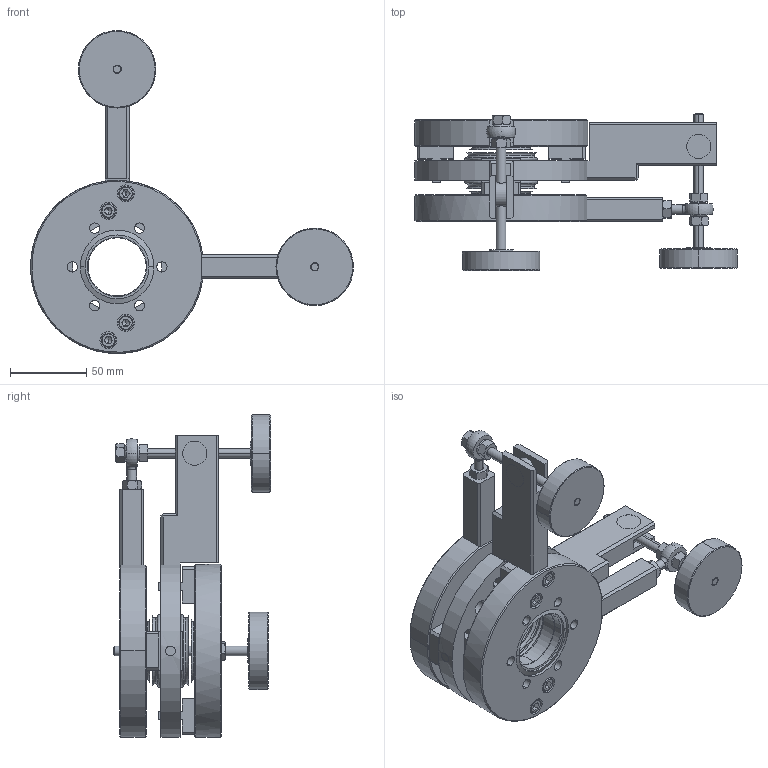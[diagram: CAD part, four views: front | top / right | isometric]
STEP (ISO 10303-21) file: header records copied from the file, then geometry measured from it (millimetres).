
FILE_DESCRIPTION (( 'STEP AP214' ), '1' );
FILE_NAME ('TLT-1.5-B275T-T275T-2, SMALL ARM.STEP', '2020-10-01T19:44:01', ( '' ), ( '' ), 'SwSTEP 2.0', 'SolidWorks 2010', '' );
FILE_SCHEMA (( 'AUTOMOTIVE_DESIGN' ));
Length unit declared in the file: inch
Products named in the file (1): TLT-1.5-B275T-T275T-2, SMALL ARM
Bounding box: 211.71 x 103.23 x 211.71 mm (x, y, z)
Surface area: 139324 mm2 (no closed solid volume)
Topology: 0 solids, 49 shells, 500 faces, 1414 edges, 938 vertices
Faces by surface type: plane 235, cylinder 116, cone 103, torus 32, sphere 10, bspline 4
Entity records: 23749 total; most frequent: CARTESIAN_POINT 4343, DIRECTION 2776, ORIENTED_EDGE 2388, EDGE_CURVE 1382, AXIS2_PLACEMENT_3D 1037, VERTEX_POINT 928, VECTOR 702, LINE 702
